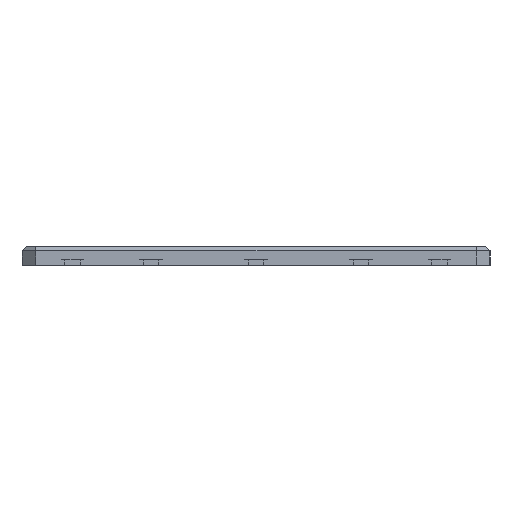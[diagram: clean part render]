
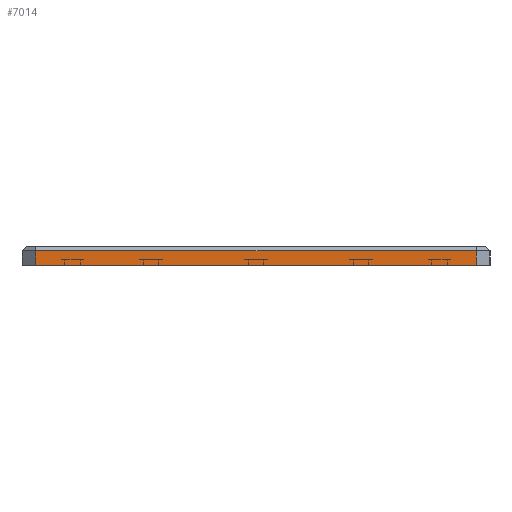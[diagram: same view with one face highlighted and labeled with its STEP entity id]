
A CAD part, left-side view. The second image highlights one B-rep face of the part: STEP entity #7014.
In plain terms, the highlighted planar face has unit normal (-1, 0, 0).
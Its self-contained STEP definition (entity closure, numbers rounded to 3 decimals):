
#910=FACE_OUTER_BOUND('',#1356,.T.);
#1356=EDGE_LOOP('',(#5722,#5723,#5724,#5725));
#1996=LINE('',#11526,#2665);
#2013=LINE('',#11560,#2682);
#2035=LINE('',#11602,#2704);
#2045=LINE('',#11620,#2714);
#2665=VECTOR('',#9457,10.);
#2682=VECTOR('',#9484,10.);
#2704=VECTOR('',#9522,10.);
#2714=VECTOR('',#9548,10.);
#3361=VERTEX_POINT('',#11517);
#3364=VERTEX_POINT('',#11524);
#3371=VERTEX_POINT('',#11547);
#3375=VERTEX_POINT('',#11556);
#4206=EDGE_CURVE('',#3364,#3361,#1996,.T.);
#4223=EDGE_CURVE('',#3371,#3375,#2013,.T.);
#4245=EDGE_CURVE('',#3361,#3371,#2035,.T.);
#4255=EDGE_CURVE('',#3364,#3375,#2045,.T.);
#5722=ORIENTED_EDGE('',*,*,#4206,.F.);
#5723=ORIENTED_EDGE('',*,*,#4255,.T.);
#5724=ORIENTED_EDGE('',*,*,#4223,.F.);
#5725=ORIENTED_EDGE('',*,*,#4245,.F.);
#6627=PLANE('',#7724);
#7014=ADVANCED_FACE('',(#910),#6627,.T.);
#7724=AXIS2_PLACEMENT_3D('',#11619,#9546,#9547);
#9457=DIRECTION('',(0.,0.,1.));
#9484=DIRECTION('',(0.,0.,-1.));
#9522=DIRECTION('',(0.,-1.,0.));
#9546=DIRECTION('center_axis',(-1.,0.,0.));
#9547=DIRECTION('ref_axis',(0.,-1.,0.));
#9548=DIRECTION('',(0.,-1.,0.));
#11517=CARTESIAN_POINT('',(20.44,-25.44,11.9));
#11524=CARTESIAN_POINT('',(20.44,-25.44,6.6));
#11526=CARTESIAN_POINT('',(20.44,-25.44,6.6));
#11547=CARTESIAN_POINT('',(20.44,-184.11,11.9));
#11556=CARTESIAN_POINT('',(20.44,-184.11,6.6));
#11560=CARTESIAN_POINT('',(20.44,-184.11,6.6));
#11602=CARTESIAN_POINT('',(20.44,-66.992,11.9));
#11619=CARTESIAN_POINT('Origin',(20.44,-29.21,6.6));
#11620=CARTESIAN_POINT('',(20.44,-29.21,6.6));
